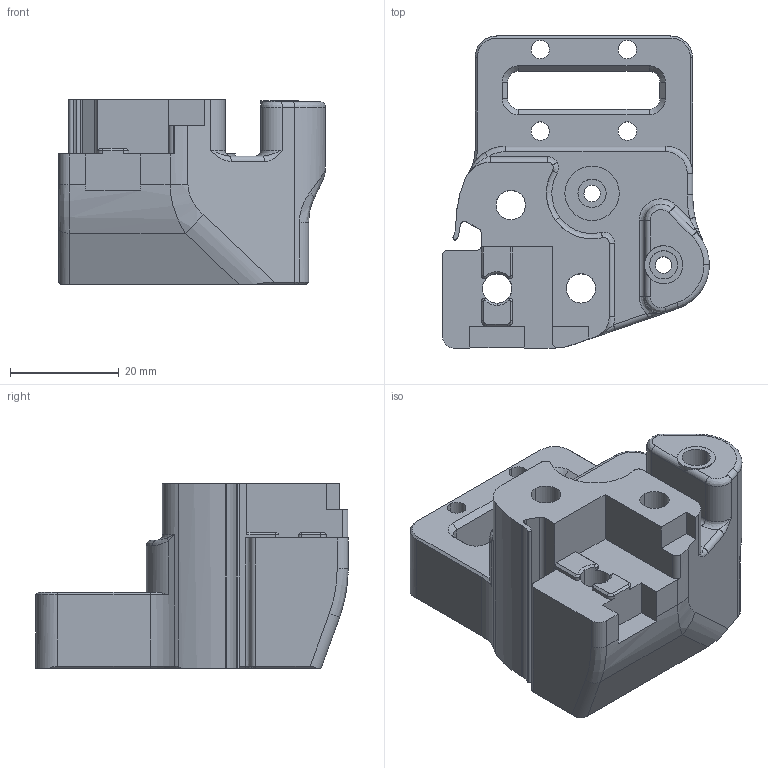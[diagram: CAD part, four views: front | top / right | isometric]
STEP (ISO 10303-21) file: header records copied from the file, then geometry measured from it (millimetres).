
FILE_DESCRIPTION (( 'STEP AP214' ), '1' );
FILE_NAME ('XY JOINT 1 BOT MGN9.STEP', '2020-12-22T23:02:28', ( '' ), ( '' ), 'SwSTEP 2.0', 'SolidWorks 2014', '' );
FILE_SCHEMA (( 'AUTOMOTIVE_DESIGN' ));
Length unit declared in the file: millimetre
Products named in the file (2): XY JOINT 1 BOT MGN9
Bounding box: 49.02 x 57.4 x 34 mm (x, y, z)
Volume: 45470.7 mm3; surface area: 14104.2 mm2
Topology: 1 solids, 1 shells, 269 faces, 695 edges, 425 vertices
Faces by surface type: plane 102, cylinder 87, cone 44, bspline 36
Entity records: 12171 total; most frequent: CARTESIAN_POINT 2921, ORIENTED_EDGE 1380, DIRECTION 1302, EDGE_CURVE 690, AXIS2_PLACEMENT_3D 475, VERTEX_POINT 425, VECTOR 352, LINE 352
